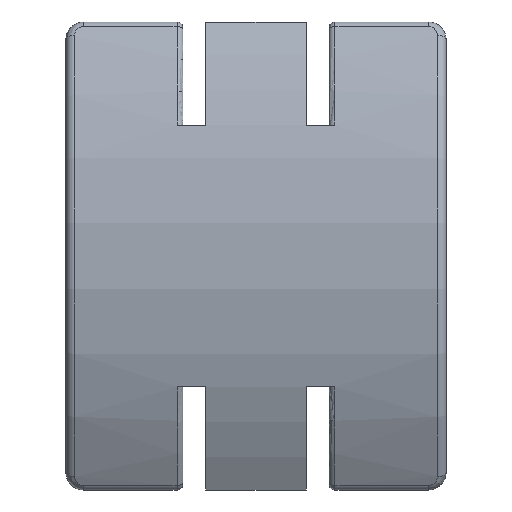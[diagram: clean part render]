
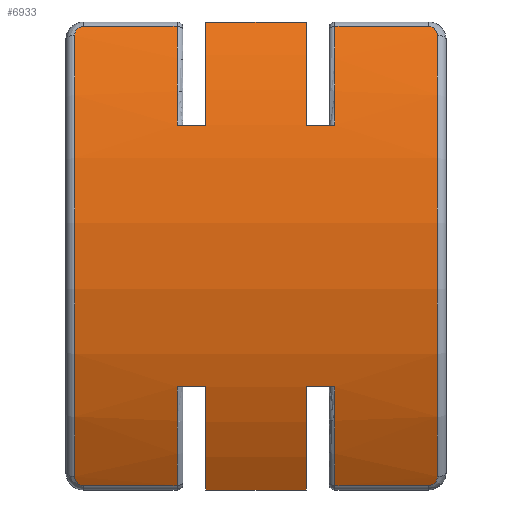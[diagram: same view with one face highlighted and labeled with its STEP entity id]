
A CAD part, front view. The second image highlights one B-rep face of the part: STEP entity #6933.
In plain terms, the highlighted cylindrical face has radius 160 mm (diameter 320 mm), a partial arc.
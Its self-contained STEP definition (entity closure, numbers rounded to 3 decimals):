
#346=LINE('',#10129,#1020);
#347=LINE('',#10131,#1021);
#348=LINE('',#10149,#1022);
#349=LINE('',#10153,#1023);
#350=LINE('',#10157,#1024);
#351=LINE('',#10161,#1025);
#352=LINE('',#10165,#1026);
#353=LINE('',#10183,#1027);
#354=LINE('',#10187,#1028);
#355=LINE('',#10191,#1029);
#1020=VECTOR('',#8069,10.);
#1021=VECTOR('',#8070,10.);
#1022=VECTOR('',#8073,10.);
#1023=VECTOR('',#8076,10.);
#1024=VECTOR('',#8079,10.);
#1025=VECTOR('',#8082,10.);
#1026=VECTOR('',#8085,10.);
#1027=VECTOR('',#8088,10.);
#1028=VECTOR('',#8091,10.);
#1029=VECTOR('',#8094,10.);
#1693=CYLINDRICAL_SURFACE('',#7369,160.);
#1834=FACE_OUTER_BOUND('',#2216,.T.);
#2216=EDGE_LOOP('',(#4814,#4815,#4816,#4817,#4818,#4819,#4820,#4821,#4822,
#4823,#4824,#4825,#4826,#4827,#4828,#4829,#4830,#4831,#4832,#4833,#4834,
#4835,#4836,#4837));
#2666=B_SPLINE_CURVE_WITH_KNOTS('',3,(#10133,#10134,#10135,#10136,#10137,
#10138),.UNSPECIFIED.,.F.,.F.,(4,1,1,4),(0.,0.216,
0.36,0.505),.UNSPECIFIED.);
#2667=B_SPLINE_CURVE_WITH_KNOTS('',3,(#10142,#10143,#10144,#10145,#10146,
#10147),.UNSPECIFIED.,.F.,.F.,(4,1,1,4),(0.,0.144,0.216,
0.505),.UNSPECIFIED.);
#2668=B_SPLINE_CURVE_WITH_KNOTS('',3,(#10167,#10168,#10169,#10170,#10171,
#10172),.UNSPECIFIED.,.F.,.F.,(4,1,1,4),(0.,0.216,0.36,
0.505),.UNSPECIFIED.);
#2669=B_SPLINE_CURVE_WITH_KNOTS('',3,(#10176,#10177,#10178,#10179,#10180,
#10181),.UNSPECIFIED.,.F.,.F.,(4,1,1,4),(0.,0.144,0.216,
0.505),.UNSPECIFIED.);
#2740=CIRCLE('',#7362,160.);
#2746=CIRCLE('',#7370,160.);
#2747=CIRCLE('',#7371,160.);
#2748=CIRCLE('',#7372,160.);
#2749=CIRCLE('',#7373,160.);
#2750=CIRCLE('',#7374,160.);
#2751=CIRCLE('',#7375,160.);
#2752=CIRCLE('',#7376,160.);
#2753=CIRCLE('',#7377,160.);
#2754=CIRCLE('',#7378,160.);
#3053=VERTEX_POINT('',#10091);
#3054=VERTEX_POINT('',#10093);
#3060=VERTEX_POINT('',#10128);
#3061=VERTEX_POINT('',#10130);
#3062=VERTEX_POINT('',#10132);
#3063=VERTEX_POINT('',#10139);
#3064=VERTEX_POINT('',#10141);
#3065=VERTEX_POINT('',#10148);
#3066=VERTEX_POINT('',#10150);
#3067=VERTEX_POINT('',#10152);
#3068=VERTEX_POINT('',#10154);
#3069=VERTEX_POINT('',#10156);
#3070=VERTEX_POINT('',#10158);
#3071=VERTEX_POINT('',#10160);
#3072=VERTEX_POINT('',#10162);
#3073=VERTEX_POINT('',#10164);
#3074=VERTEX_POINT('',#10166);
#3075=VERTEX_POINT('',#10173);
#3076=VERTEX_POINT('',#10175);
#3077=VERTEX_POINT('',#10182);
#3078=VERTEX_POINT('',#10184);
#3079=VERTEX_POINT('',#10186);
#3080=VERTEX_POINT('',#10188);
#3081=VERTEX_POINT('',#10190);
#3742=EDGE_CURVE('',#3053,#3054,#2740,.T.);
#3751=EDGE_CURVE('',#3060,#3054,#346,.T.);
#3752=EDGE_CURVE('',#3061,#3053,#347,.T.);
#3753=EDGE_CURVE('',#3062,#3061,#2666,.T.);
#3754=EDGE_CURVE('',#3063,#3062,#2746,.T.);
#3755=EDGE_CURVE('',#3064,#3063,#2667,.T.);
#3756=EDGE_CURVE('',#3065,#3064,#348,.T.);
#3757=EDGE_CURVE('',#3066,#3065,#2747,.T.);
#3758=EDGE_CURVE('',#3066,#3067,#349,.T.);
#3759=EDGE_CURVE('',#3067,#3068,#2748,.T.);
#3760=EDGE_CURVE('',#3069,#3068,#350,.T.);
#3761=EDGE_CURVE('',#3069,#3070,#2749,.T.);
#3762=EDGE_CURVE('',#3070,#3071,#351,.T.);
#3763=EDGE_CURVE('',#3072,#3071,#2750,.T.);
#3764=EDGE_CURVE('',#3073,#3072,#352,.T.);
#3765=EDGE_CURVE('',#3074,#3073,#2668,.T.);
#3766=EDGE_CURVE('',#3075,#3074,#2751,.T.);
#3767=EDGE_CURVE('',#3076,#3075,#2669,.T.);
#3768=EDGE_CURVE('',#3077,#3076,#353,.T.);
#3769=EDGE_CURVE('',#3078,#3077,#2752,.T.);
#3770=EDGE_CURVE('',#3078,#3079,#354,.T.);
#3771=EDGE_CURVE('',#3079,#3080,#2753,.T.);
#3772=EDGE_CURVE('',#3080,#3081,#355,.T.);
#3773=EDGE_CURVE('',#3081,#3060,#2754,.T.);
#4814=ORIENTED_EDGE('',*,*,#3751,.T.);
#4815=ORIENTED_EDGE('',*,*,#3742,.F.);
#4816=ORIENTED_EDGE('',*,*,#3752,.F.);
#4817=ORIENTED_EDGE('',*,*,#3753,.F.);
#4818=ORIENTED_EDGE('',*,*,#3754,.F.);
#4819=ORIENTED_EDGE('',*,*,#3755,.F.);
#4820=ORIENTED_EDGE('',*,*,#3756,.F.);
#4821=ORIENTED_EDGE('',*,*,#3757,.F.);
#4822=ORIENTED_EDGE('',*,*,#3758,.T.);
#4823=ORIENTED_EDGE('',*,*,#3759,.T.);
#4824=ORIENTED_EDGE('',*,*,#3760,.F.);
#4825=ORIENTED_EDGE('',*,*,#3761,.T.);
#4826=ORIENTED_EDGE('',*,*,#3762,.T.);
#4827=ORIENTED_EDGE('',*,*,#3763,.F.);
#4828=ORIENTED_EDGE('',*,*,#3764,.F.);
#4829=ORIENTED_EDGE('',*,*,#3765,.F.);
#4830=ORIENTED_EDGE('',*,*,#3766,.F.);
#4831=ORIENTED_EDGE('',*,*,#3767,.F.);
#4832=ORIENTED_EDGE('',*,*,#3768,.F.);
#4833=ORIENTED_EDGE('',*,*,#3769,.F.);
#4834=ORIENTED_EDGE('',*,*,#3770,.T.);
#4835=ORIENTED_EDGE('',*,*,#3771,.T.);
#4836=ORIENTED_EDGE('',*,*,#3772,.T.);
#4837=ORIENTED_EDGE('',*,*,#3773,.T.);
#6933=ADVANCED_FACE('',(#1834),#1693,.T.);
#7362=AXIS2_PLACEMENT_3D('',#10094,#8051,#8052);
#7369=AXIS2_PLACEMENT_3D('',#10127,#8067,#8068);
#7370=AXIS2_PLACEMENT_3D('',#10140,#8071,#8072);
#7371=AXIS2_PLACEMENT_3D('',#10151,#8074,#8075);
#7372=AXIS2_PLACEMENT_3D('',#10155,#8077,#8078);
#7373=AXIS2_PLACEMENT_3D('',#10159,#8080,#8081);
#7374=AXIS2_PLACEMENT_3D('',#10163,#8083,#8084);
#7375=AXIS2_PLACEMENT_3D('',#10174,#8086,#8087);
#7376=AXIS2_PLACEMENT_3D('',#10185,#8089,#8090);
#7377=AXIS2_PLACEMENT_3D('',#10189,#8092,#8093);
#7378=AXIS2_PLACEMENT_3D('',#10192,#8095,#8096);
#8051=DIRECTION('center_axis',(-1.,0.,0.));
#8052=DIRECTION('ref_axis',(0.,-0.922,-0.388));
#8067=DIRECTION('center_axis',(1.,0.,0.));
#8068=DIRECTION('ref_axis',(0.,-0.866,0.5));
#8069=DIRECTION('',(1.,0.,0.));
#8070=DIRECTION('',(-1.,0.,0.));
#8071=DIRECTION('center_axis',(1.,0.,0.));
#8072=DIRECTION('ref_axis',(0.,-1.,0.));
#8073=DIRECTION('',(1.,0.,0.));
#8074=DIRECTION('center_axis',(-1.,0.,0.));
#8075=DIRECTION('ref_axis',(0.,-0.922,0.388));
#8076=DIRECTION('',(-1.,0.,0.));
#8077=DIRECTION('center_axis',(-1.,0.,0.));
#8078=DIRECTION('ref_axis',(0.,-0.866,0.5));
#8079=DIRECTION('',(1.,0.,0.));
#8080=DIRECTION('center_axis',(1.,0.,0.));
#8081=DIRECTION('ref_axis',(0.,-0.866,0.5));
#8082=DIRECTION('',(-1.,0.,0.));
#8083=DIRECTION('center_axis',(1.,0.,0.));
#8084=DIRECTION('ref_axis',(0.,-0.922,0.388));
#8085=DIRECTION('',(1.,0.,0.));
#8086=DIRECTION('center_axis',(-1.,0.,0.));
#8087=DIRECTION('ref_axis',(0.,-1.,0.));
#8088=DIRECTION('',(-1.,0.,0.));
#8089=DIRECTION('center_axis',(1.,0.,0.));
#8090=DIRECTION('ref_axis',(0.,-0.922,-0.388));
#8091=DIRECTION('',(1.,0.,0.));
#8092=DIRECTION('center_axis',(1.,0.,0.));
#8093=DIRECTION('ref_axis',(0.,-0.866,0.5));
#8094=DIRECTION('',(1.,0.,0.));
#8095=DIRECTION('center_axis',(-1.,0.,0.));
#8096=DIRECTION('ref_axis',(0.,-0.866,0.5));
#10091=CARTESIAN_POINT('',(27.,-33.371,-78.471));
#10093=CARTESIAN_POINT('',(27.,-47.551,-44.75));
#10094=CARTESIAN_POINT('Origin',(27.,106.064,0.));
#10127=CARTESIAN_POINT('Origin',(0.,106.064,0.));
#10128=CARTESIAN_POINT('',(17.25,-47.551,-44.75));
#10129=CARTESIAN_POINT('',(0.,-47.551,-44.75));
#10130=CARTESIAN_POINT('',(59.,-33.371,-78.471));
#10131=CARTESIAN_POINT('',(0.,-33.371,-78.471));
#10132=CARTESIAN_POINT('',(62.,-35.048,-75.414));
#10133=CARTESIAN_POINT('Ctrl Pts',(62.,-35.048,-75.414));
#10134=CARTESIAN_POINT('Ctrl Pts',(62.,-34.702,-76.062));
#10135=CARTESIAN_POINT('Ctrl Pts',(61.661,-34.115,-77.14));
#10136=CARTESIAN_POINT('Ctrl Pts',(60.437,-33.51,-78.225));
#10137=CARTESIAN_POINT('Ctrl Pts',(59.481,-33.371,-78.471));
#10138=CARTESIAN_POINT('Ctrl Pts',(59.,-33.371,-78.471));
#10139=CARTESIAN_POINT('',(62.,-35.048,75.414));
#10140=CARTESIAN_POINT('Origin',(62.,106.064,0.));
#10141=CARTESIAN_POINT('',(59.,-33.371,78.471));
#10142=CARTESIAN_POINT('Ctrl Pts',(59.,-33.371,78.471));
#10143=CARTESIAN_POINT('Ctrl Pts',(59.481,-33.371,78.471));
#10144=CARTESIAN_POINT('Ctrl Pts',(60.195,-33.474,78.289));
#10145=CARTESIAN_POINT('Ctrl Pts',(61.539,-33.992,77.362));
#10146=CARTESIAN_POINT('Ctrl Pts',(62.,-34.587,76.278));
#10147=CARTESIAN_POINT('Ctrl Pts',(62.,-35.048,75.414));
#10148=CARTESIAN_POINT('',(27.,-33.371,78.471));
#10149=CARTESIAN_POINT('',(0.,-33.371,78.471));
#10150=CARTESIAN_POINT('',(27.,-47.551,44.75));
#10151=CARTESIAN_POINT('Origin',(27.,106.064,0.));
#10152=CARTESIAN_POINT('',(17.25,-47.551,44.75));
#10153=CARTESIAN_POINT('',(0.,-47.551,44.75));
#10154=CARTESIAN_POINT('',(17.25,-32.5,80.));
#10155=CARTESIAN_POINT('Origin',(17.25,106.064,0.));
#10156=CARTESIAN_POINT('',(-17.25,-32.5,80.));
#10157=CARTESIAN_POINT('',(0.,-32.5,80.));
#10158=CARTESIAN_POINT('',(-17.25,-47.551,44.75));
#10159=CARTESIAN_POINT('Origin',(-17.25,106.064,0.));
#10160=CARTESIAN_POINT('',(-27.,-47.551,44.75));
#10161=CARTESIAN_POINT('',(0.,-47.551,44.75));
#10162=CARTESIAN_POINT('',(-27.,-33.371,78.471));
#10163=CARTESIAN_POINT('Origin',(-27.,106.064,0.));
#10164=CARTESIAN_POINT('',(-59.,-33.371,78.471));
#10165=CARTESIAN_POINT('',(0.,-33.371,78.471));
#10166=CARTESIAN_POINT('',(-62.,-35.048,75.414));
#10167=CARTESIAN_POINT('Ctrl Pts',(-62.,-35.048,75.414));
#10168=CARTESIAN_POINT('Ctrl Pts',(-62.,-34.702,76.062));
#10169=CARTESIAN_POINT('Ctrl Pts',(-61.661,-34.115,
77.14));
#10170=CARTESIAN_POINT('Ctrl Pts',(-60.437,-33.51,
78.225));
#10171=CARTESIAN_POINT('Ctrl Pts',(-59.481,-33.371,
78.471));
#10172=CARTESIAN_POINT('Ctrl Pts',(-59.,-33.371,78.471));
#10173=CARTESIAN_POINT('',(-62.,-35.048,-75.414));
#10174=CARTESIAN_POINT('Origin',(-62.,106.064,0.));
#10175=CARTESIAN_POINT('',(-59.,-33.371,-78.471));
#10176=CARTESIAN_POINT('Ctrl Pts',(-59.,-33.371,-78.471));
#10177=CARTESIAN_POINT('Ctrl Pts',(-59.481,-33.371,
-78.471));
#10178=CARTESIAN_POINT('Ctrl Pts',(-60.195,-33.474,-78.289));
#10179=CARTESIAN_POINT('Ctrl Pts',(-61.539,-33.992,-77.362));
#10180=CARTESIAN_POINT('Ctrl Pts',(-62.,-34.587,-76.278));
#10181=CARTESIAN_POINT('Ctrl Pts',(-62.,-35.048,-75.414));
#10182=CARTESIAN_POINT('',(-27.,-33.371,-78.471));
#10183=CARTESIAN_POINT('',(0.,-33.371,-78.471));
#10184=CARTESIAN_POINT('',(-27.,-47.551,-44.75));
#10185=CARTESIAN_POINT('Origin',(-27.,106.064,0.));
#10186=CARTESIAN_POINT('',(-17.25,-47.551,-44.75));
#10187=CARTESIAN_POINT('',(0.,-47.551,-44.75));
#10188=CARTESIAN_POINT('',(-17.25,-32.5,-80.));
#10189=CARTESIAN_POINT('Origin',(-17.25,106.064,0.));
#10190=CARTESIAN_POINT('',(17.25,-32.5,-80.));
#10191=CARTESIAN_POINT('',(0.,-32.5,-80.));
#10192=CARTESIAN_POINT('Origin',(17.25,106.064,0.));
